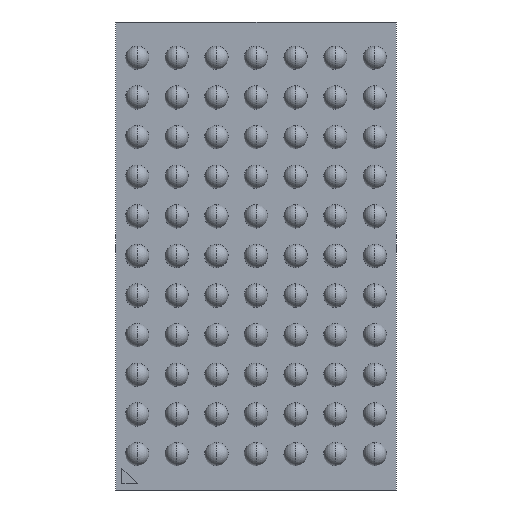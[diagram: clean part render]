
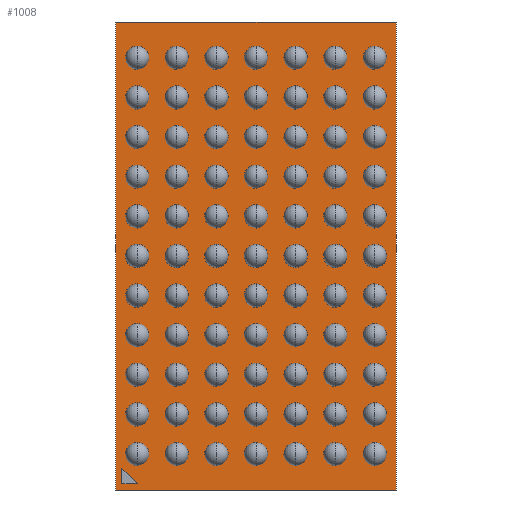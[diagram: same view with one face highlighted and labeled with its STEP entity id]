
A CAD part, front view. The second image highlights one B-rep face of the part: STEP entity #1008.
In plain terms, the highlighted planar face has unit normal (0, -1, 0).
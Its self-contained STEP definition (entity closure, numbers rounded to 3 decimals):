
#8 = CARTESIAN_POINT ( 'NONE',  ( -4.3, 0.7, -6.8 ) ) ;
#9 = DIRECTION ( 'NONE',  ( 0., 0., 1. ) ) ;
#185 = ORIENTED_EDGE ( 'NONE', *, *, #983, .T. ) ;
#519 = DIRECTION ( 'NONE',  ( 1., 0., 0. ) ) ;
#623 = DIRECTION ( 'NONE',  ( 0., 0., -1. ) ) ;
#713 = VECTOR ( 'NONE', #2051, 1000. ) ;
#983 = EDGE_CURVE ( 'NONE', #3259, #6217, #4670, .T. ) ;
#1008 = ADVANCED_FACE ( 'NONE', ( #5814, #6403 ), #2656, .F. ) ;
#1056 = CARTESIAN_POINT ( 'NONE',  ( 0., 0.7, 0. ) ) ;
#1090 = CARTESIAN_POINT ( 'NONE',  ( 4.5, 0.7, 7.5 ) ) ;
#1375 = ORIENTED_EDGE ( 'NONE', *, *, #3409, .T. ) ;
#1606 = EDGE_CURVE ( 'NONE', #4758, #4098, #5360, .T. ) ;
#1638 = VERTEX_POINT ( 'NONE', #8 ) ;
#1684 = AXIS2_PLACEMENT_3D ( 'NONE', #1056, #5774, #9 ) ;
#1754 = LINE ( 'NONE', #3325, #4160 ) ;
#1787 = ORIENTED_EDGE ( 'NONE', *, *, #5390, .T. ) ;
#1998 = CARTESIAN_POINT ( 'NONE',  ( -4.5, 0.7, -7.5 ) ) ;
#2051 = DIRECTION ( 'NONE',  ( -0.707, 0., 0.707 ) ) ;
#2127 = DIRECTION ( 'NONE',  ( 0., 0., 1. ) ) ;
#2169 = ORIENTED_EDGE ( 'NONE', *, *, #3431, .F. ) ;
#2173 = EDGE_CURVE ( 'NONE', #6343, #3893, #1754, .T. ) ;
#2402 = CARTESIAN_POINT ( 'NONE',  ( -4.5, 0.7, 7.5 ) ) ;
#2428 = LINE ( 'NONE', #2402, #6069 ) ;
#2656 = PLANE ( 'NONE',  #1684 ) ;
#2908 = VECTOR ( 'NONE', #623, 1000. ) ;
#3259 = VERTEX_POINT ( 'NONE', #6241 ) ;
#3325 = CARTESIAN_POINT ( 'NONE',  ( -3.8, 0.7, -7.3 ) ) ;
#3409 = EDGE_CURVE ( 'NONE', #6217, #4758, #5771, .T. ) ;
#3431 = EDGE_CURVE ( 'NONE', #3893, #1638, #4706, .T. ) ;
#3438 = EDGE_CURVE ( 'NONE', #1638, #6343, #4773, .T. ) ;
#3602 = EDGE_LOOP ( 'NONE', ( #4761, #1787, #185, #1375 ) ) ;
#3695 = VECTOR ( 'NONE', #519, 1000. ) ;
#3697 = DIRECTION ( 'NONE',  ( 0., 0., -1. ) ) ;
#3893 = VERTEX_POINT ( 'NONE', #5672 ) ;
#4098 = VERTEX_POINT ( 'NONE', #6077 ) ;
#4160 = VECTOR ( 'NONE', #5476, 1000. ) ;
#4233 = CARTESIAN_POINT ( 'NONE',  ( -4.3, 0.7, -7.3 ) ) ;
#4237 = CARTESIAN_POINT ( 'NONE',  ( -4.5, 0.7, 7.5 ) ) ;
#4540 = DIRECTION ( 'NONE',  ( -1., 0., 0. ) ) ;
#4583 = ORIENTED_EDGE ( 'NONE', *, *, #3438, .F. ) ;
#4670 = LINE ( 'NONE', #4237, #2908 ) ;
#4693 = ORIENTED_EDGE ( 'NONE', *, *, #2173, .F. ) ;
#4706 = LINE ( 'NONE', #6842, #713 ) ;
#4758 = VERTEX_POINT ( 'NONE', #6590 ) ;
#4761 = ORIENTED_EDGE ( 'NONE', *, *, #1606, .T. ) ;
#4773 = LINE ( 'NONE', #4233, #4923 ) ;
#4923 = VECTOR ( 'NONE', #3697, 1000. ) ;
#5360 = LINE ( 'NONE', #1090, #5756 ) ;
#5390 = EDGE_CURVE ( 'NONE', #4098, #3259, #2428, .T. ) ;
#5476 = DIRECTION ( 'NONE',  ( 1., 0., 0. ) ) ;
#5555 = CARTESIAN_POINT ( 'NONE',  ( -4.3, 0.7, -7.3 ) ) ;
#5672 = CARTESIAN_POINT ( 'NONE',  ( -3.8, 0.7, -7.3 ) ) ;
#5698 = EDGE_LOOP ( 'NONE', ( #4583, #2169, #4693 ) ) ;
#5741 = CARTESIAN_POINT ( 'NONE',  ( -4.5, 0.7, -7.5 ) ) ;
#5756 = VECTOR ( 'NONE', #2127, 1000. ) ;
#5771 = LINE ( 'NONE', #5741, #3695 ) ;
#5774 = DIRECTION ( 'NONE',  ( 0., 1., 0. ) ) ;
#5814 = FACE_BOUND ( 'NONE', #5698, .T. ) ;
#6069 = VECTOR ( 'NONE', #4540, 1000. ) ;
#6077 = CARTESIAN_POINT ( 'NONE',  ( 4.5, 0.7, 7.5 ) ) ;
#6217 = VERTEX_POINT ( 'NONE', #1998 ) ;
#6241 = CARTESIAN_POINT ( 'NONE',  ( -4.5, 0.7, 7.5 ) ) ;
#6343 = VERTEX_POINT ( 'NONE', #5555 ) ;
#6403 = FACE_OUTER_BOUND ( 'NONE', #3602, .T. ) ;
#6590 = CARTESIAN_POINT ( 'NONE',  ( 4.5, 0.7, -7.5 ) ) ;
#6842 = CARTESIAN_POINT ( 'NONE',  ( -4.3, 0.7, -6.8 ) ) ;
